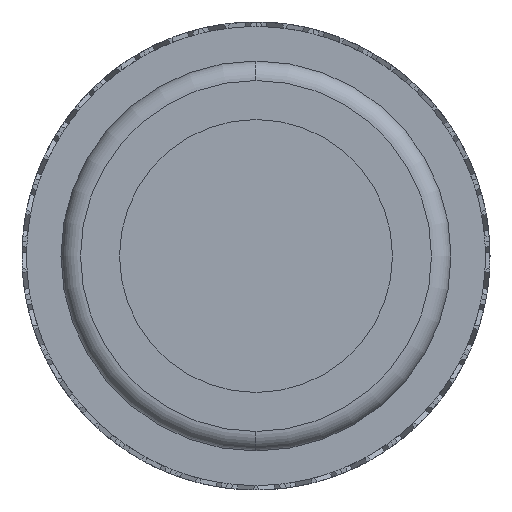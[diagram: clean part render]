
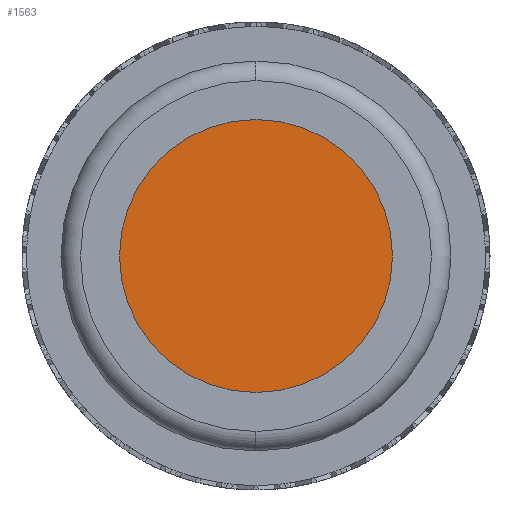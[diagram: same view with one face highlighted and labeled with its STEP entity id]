
A CAD part, left-side view. The second image highlights one B-rep face of the part: STEP entity #1563.
In plain terms, the highlighted planar face has unit normal (-1, 0, 0).
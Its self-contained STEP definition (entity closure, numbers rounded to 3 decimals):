
#1563=ADVANCED_FACE('',(#4755),#4756,.F.);
#4755=FACE_OUTER_BOUND('',#7955,.T.);
#4756=PLANE('',#7956);
#7955=EDGE_LOOP('',(#20611,#20612));
#7956=AXIS2_PLACEMENT_3D('',#20613,#20614,#20615);
#20611=ORIENTED_EDGE('',*,*,#20829,.F.);
#20612=ORIENTED_EDGE('',*,*,#24829,.F.);
#20613=CARTESIAN_POINT('',(36.25,0.0,0.0));
#20614=DIRECTION('',(1.0,0.0,0.0));
#20615=DIRECTION('',(0.0,0.0,-1.0));
#20829=EDGE_CURVE('',#25014,#25017,#25018,.T.);
#24829=EDGE_CURVE('',#25017,#25014,#31646,.T.);
#25014=VERTEX_POINT('',#31939);
#25017=VERTEX_POINT('',#31943);
#25018=CIRCLE('',#31944,3.5);
#31646=CIRCLE('',#39988,3.5);
#31939=CARTESIAN_POINT('',(36.25,0.0,-3.5));
#31943=CARTESIAN_POINT('',(36.25,0.,3.5));
#31944=AXIS2_PLACEMENT_3D('',#40101,#40102,#40103);
#39988=AXIS2_PLACEMENT_3D('',#49319,#49320,#49321);
#40101=CARTESIAN_POINT('',(36.25,0.0,0.0));
#40102=DIRECTION('',(1.0,0.0,0.0));
#40103=DIRECTION('',(0.0,0.0,-1.0));
#49319=CARTESIAN_POINT('',(36.25,0.0,0.0));
#49320=DIRECTION('',(1.0,0.0,0.0));
#49321=DIRECTION('',(0.0,0.0,-1.0));
